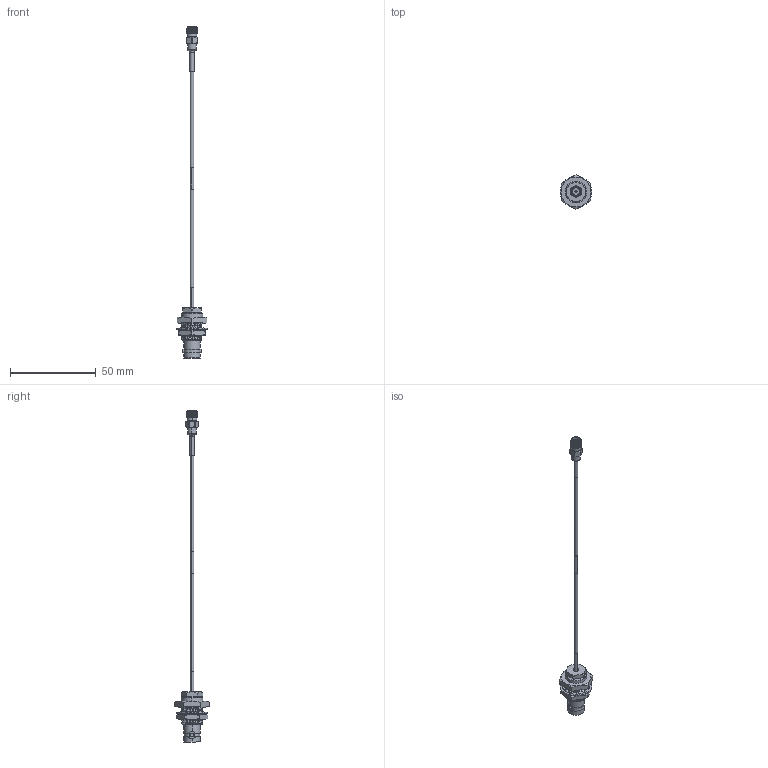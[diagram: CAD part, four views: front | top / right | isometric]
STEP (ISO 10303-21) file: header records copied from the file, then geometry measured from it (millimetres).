
FILE_DESCRIPTION (( 'STEP AP214' ), '1' );
FILE_NAME ('LCCA30537.step', '2020-06-19T13:05:25', ( '' ), ( '' ), 'SwSTEP 2.0', 'SolidWorks 2018', '' );
FILE_SCHEMA (( 'AUTOMOTIVE_DESIGN' ));
Length unit declared in the file: inch
Products named in the file (6): LCCN3046; LCCN3044_HS; LCCN3066; 1AW01-002_.08 ID; LC085TB (085 FORMABLE); LCCA30537
Assembly tree (6 placements, depth 2):
  LCCA30537
    LC085TB (085 FORMABLE)
    1AW01-002_.08 ID  x2
    LCCN3066
    LCCN3046
    LCCN3044_HS
Bounding box: 18.34 x 20.16 x 193.8 mm (x, y, z)
Volume: 4264.3 mm3; surface area: 5191.4 mm2
Topology: 9 solids, 9 shells, 358 faces, 958 edges, 634 vertices
Faces by surface type: cylinder 124, plane 89, bspline 86, cone 53, torus 6
Entity records: 28316 total; most frequent: CARTESIAN_POINT 20046, ORIENTED_EDGE 1892, DIRECTION 1368, EDGE_CURVE 946, VERTEX_POINT 626, AXIS2_PLACEMENT_3D 527, EDGE_LOOP 376, ADVANCED_FACE 352
